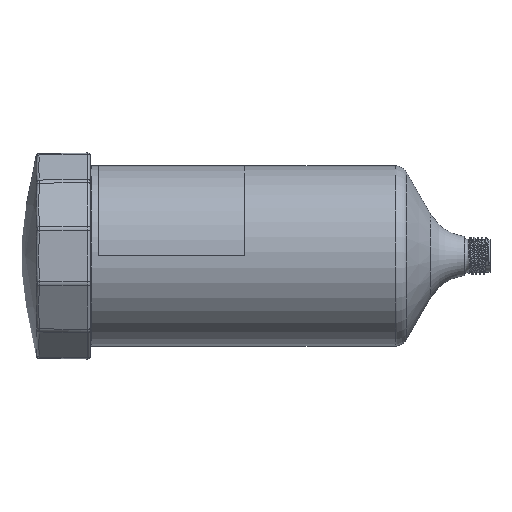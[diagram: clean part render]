
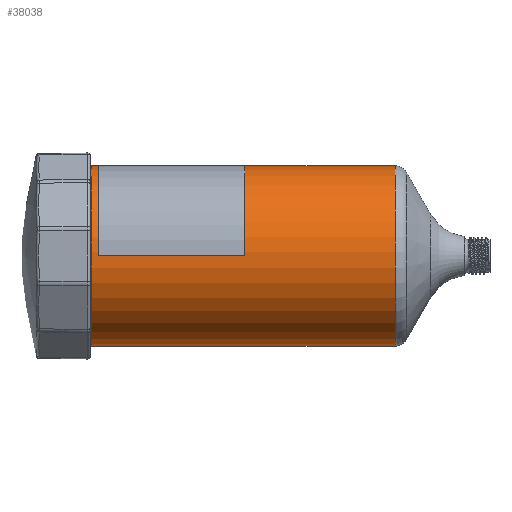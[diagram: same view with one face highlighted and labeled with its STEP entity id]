
A CAD part, front view. The second image highlights one B-rep face of the part: STEP entity #38038.
In plain terms, the highlighted cylindrical face has radius 31.5 mm (diameter 63 mm), a full revolution.
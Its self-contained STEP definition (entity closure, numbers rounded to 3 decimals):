
#2861=FACE_OUTER_BOUND('',#5268,.T.);
#5268=EDGE_LOOP('',(#27289,#27290,#27291,#27292,#27293,#27294,#27295,#27296));
#8807=LINE('',#64274,#11081);
#11081=VECTOR('',#47568,31.5);
#14115=CIRCLE('',#41469,31.5);
#14116=CIRCLE('',#41470,31.5);
#14117=CIRCLE('',#41471,31.5);
#14121=CIRCLE('',#41477,31.5);
#14122=CIRCLE('',#41478,31.5);
#14123=CIRCLE('',#41479,31.5);
#16148=VERTEX_POINT('',#64259);
#16149=VERTEX_POINT('',#64261);
#16150=VERTEX_POINT('',#64263);
#16153=VERTEX_POINT('',#64273);
#16154=VERTEX_POINT('',#64275);
#16155=VERTEX_POINT('',#64277);
#20260=EDGE_CURVE('',#16148,#16149,#14115,.T.);
#20261=EDGE_CURVE('',#16149,#16150,#14116,.T.);
#20262=EDGE_CURVE('',#16150,#16148,#14117,.T.);
#20266=EDGE_CURVE('',#16150,#16153,#8807,.T.);
#20267=EDGE_CURVE('',#16153,#16154,#14121,.T.);
#20268=EDGE_CURVE('',#16154,#16155,#14122,.T.);
#20269=EDGE_CURVE('',#16155,#16153,#14123,.T.);
#27289=ORIENTED_EDGE('',*,*,#20261,.F.);
#27290=ORIENTED_EDGE('',*,*,#20260,.F.);
#27291=ORIENTED_EDGE('',*,*,#20262,.F.);
#27292=ORIENTED_EDGE('',*,*,#20266,.T.);
#27293=ORIENTED_EDGE('',*,*,#20267,.T.);
#27294=ORIENTED_EDGE('',*,*,#20268,.T.);
#27295=ORIENTED_EDGE('',*,*,#20269,.T.);
#27296=ORIENTED_EDGE('',*,*,#20266,.F.);
#37196=CYLINDRICAL_SURFACE('',#41476,31.5);
#38038=ADVANCED_FACE('',(#2861),#37196,.T.);
#41469=AXIS2_PLACEMENT_3D('',#64262,#47552,#47553);
#41470=AXIS2_PLACEMENT_3D('',#64264,#47554,#47555);
#41471=AXIS2_PLACEMENT_3D('',#64265,#47556,#47557);
#41476=AXIS2_PLACEMENT_3D('',#64272,#47566,#47567);
#41477=AXIS2_PLACEMENT_3D('',#64276,#47569,#47570);
#41478=AXIS2_PLACEMENT_3D('',#64278,#47571,#47572);
#41479=AXIS2_PLACEMENT_3D('',#64279,#47573,#47574);
#47552=DIRECTION('center_axis',(0.,-1.,0.));
#47553=DIRECTION('ref_axis',(-1.,0.,0.));
#47554=DIRECTION('center_axis',(0.,-1.,0.));
#47555=DIRECTION('ref_axis',(-1.,0.,0.));
#47556=DIRECTION('center_axis',(0.,-1.,0.));
#47557=DIRECTION('ref_axis',(-1.,0.,0.));
#47566=DIRECTION('center_axis',(0.,-1.,0.));
#47567=DIRECTION('ref_axis',(1.,0.,0.));
#47568=DIRECTION('',(0.,1.,0.));
#47569=DIRECTION('center_axis',(0.,-1.,0.));
#47570=DIRECTION('ref_axis',(1.,0.,0.));
#47571=DIRECTION('center_axis',(0.,-1.,0.));
#47572=DIRECTION('ref_axis',(1.,0.,0.));
#47573=DIRECTION('center_axis',(0.,-1.,0.));
#47574=DIRECTION('ref_axis',(1.,0.,0.));
#64259=CARTESIAN_POINT('',(0.,-139.2,-31.5));
#64261=CARTESIAN_POINT('',(31.5,-139.2,0.));
#64262=CARTESIAN_POINT('Origin',(0.,-139.2,0.));
#64263=CARTESIAN_POINT('',(-31.5,-139.2,0.));
#64264=CARTESIAN_POINT('Origin',(0.,-139.2,0.));
#64265=CARTESIAN_POINT('Origin',(0.,-139.2,0.));
#64272=CARTESIAN_POINT('Origin',(0.,-86.452,0.));
#64273=CARTESIAN_POINT('',(-31.5,-33.104,0.));
#64274=CARTESIAN_POINT('',(-31.5,-86.452,0.));
#64275=CARTESIAN_POINT('',(31.5,-33.104,0.));
#64276=CARTESIAN_POINT('Origin',(0.,-33.104,0.));
#64277=CARTESIAN_POINT('',(0.,-33.104,31.5));
#64278=CARTESIAN_POINT('Origin',(0.,-33.104,0.));
#64279=CARTESIAN_POINT('Origin',(0.,-33.104,0.));
